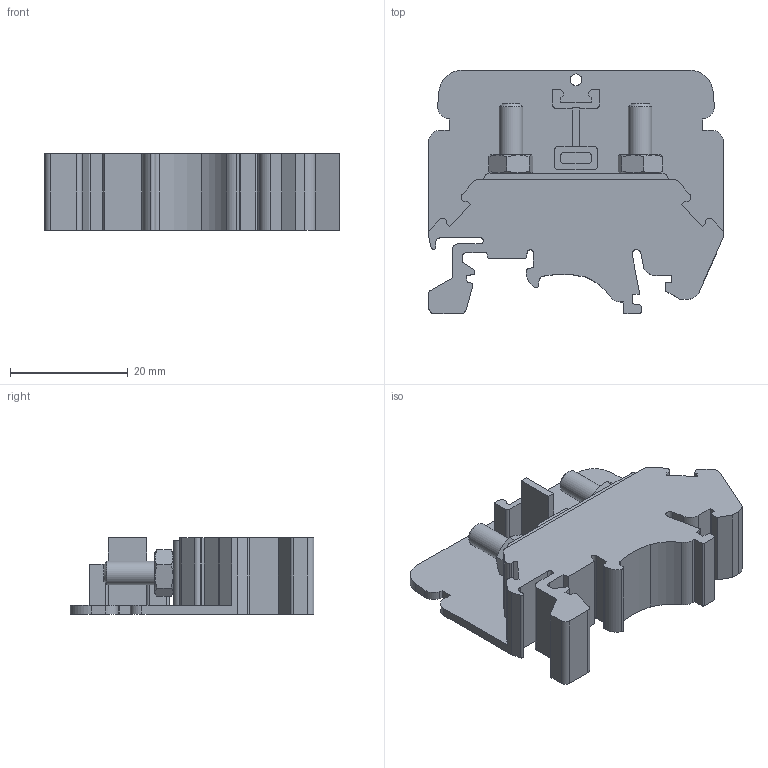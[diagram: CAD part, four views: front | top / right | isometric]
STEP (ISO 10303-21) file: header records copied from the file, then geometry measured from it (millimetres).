
FILE_DESCRIPTION(/* description */ ('Unknown'),/* implementation_level */ '2;1');
FILE_NAME(/* name */ 'KBTM4_GY_3D',/* time_stamp */ '2019-10-18T17:08:25+06:00',/* author */ ('Unknown'),/* organization */ ('Unknown'),/* preprocessor_version */ 'ST-DEVELOPER v16.7',/* originating_system */ 'DEX',/* authorisation */ $);
FILE_SCHEMA (('AUTOMOTIVE_DESIGN {1 0 10303 214 3 1 1}'));
Length unit declared in the file: millimetre
Products named in the file (1): KBTM4
Bounding box: 50 x 41.4 x 13 mm (x, y, z)
Volume: 12155.5 mm3; surface area: 7820.2 mm2
Topology: 1 solids, 1 shells, 203 faces, 581 edges, 385 vertices
Faces by surface type: plane 125, cylinder 65, bspline 7, cone 6
Full cylindrical faces by diameter (mm): 2 x1, 4 x4, 4.2 x2
Entity records: 8175 total; most frequent: CARTESIAN_POINT 1488, ORIENTED_EDGE 1124, DIRECTION 1041, EDGE_CURVE 562, VERTEX_POINT 379, LINE 377, VECTOR 377, AXIS2_PLACEMENT_3D 332
